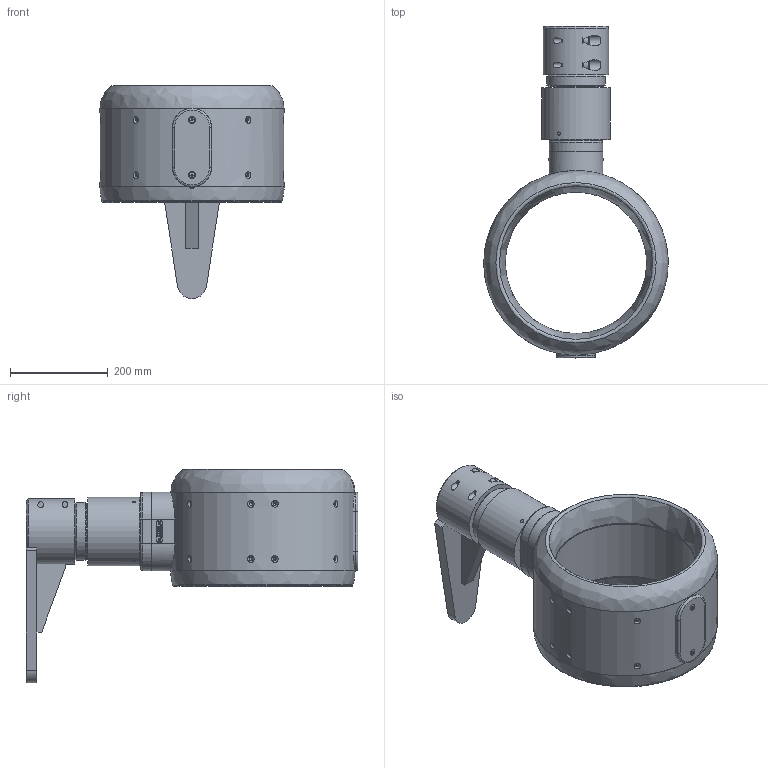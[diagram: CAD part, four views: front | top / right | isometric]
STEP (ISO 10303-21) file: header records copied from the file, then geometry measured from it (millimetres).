
FILE_DESCRIPTION (( 'STEP AP214' ), '1' );
FILE_NAME ('P-087-330-rev-B-M290.STEP', '2026-03-06T15:34:39', ( '' ), ( '' ), 'SwSTEP 2.0', 'SolidWorks 2024', '' );
FILE_SCHEMA (( 'AUTOMOTIVE_DESIGN' ));
Length unit declared in the file: millimetre
Products named in the file (1): P-087-330-rev-B-M290
Bounding box: 378 x 680.6 x 437.17 mm (x, y, z)
Volume: 14947074.6 mm3; surface area: 776922.6 mm2
Topology: 1 solids, 12 shells, 765 faces, 1926 edges, 1256 vertices
Faces by surface type: plane 476, bspline 159, cylinder 74, cone 56
Full cylindrical faces by diameter (mm): 3.5 x4, 5.7 x4, 6 x2, 6.6 x18, 6.8 x3, 11.57 x2, 12 x2, 21 x2, 22 x2, 70 x1, 70.009 x1, 82.991 x1, 83 x1, 105 x1, 119 x1, 135 x1, 140 x1, 290 x1
Entity records: 30743 total; most frequent: CARTESIAN_POINT 10699, ORIENTED_EDGE 3466, DIRECTION 2832, EDGE_CURVE 1733, VECTOR 1208, LINE 1208, VERTEX_POINT 1182, EDGE_LOOP 971
